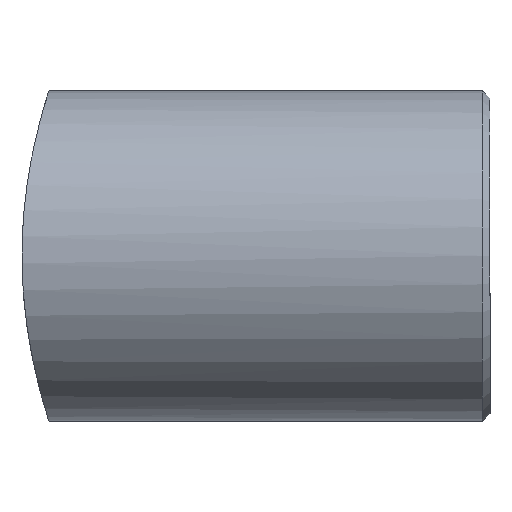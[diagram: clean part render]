
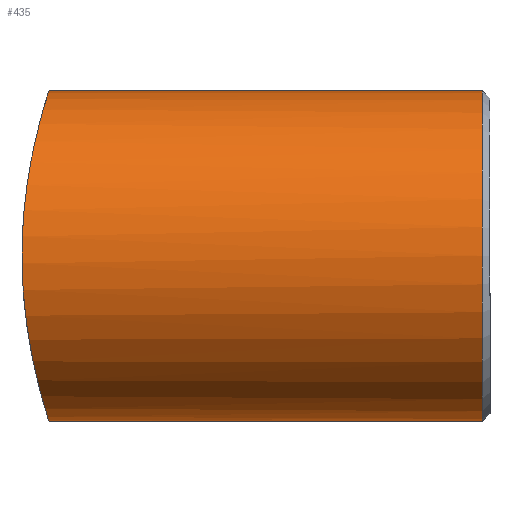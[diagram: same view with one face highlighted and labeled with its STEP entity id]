
A CAD part, top view. The second image highlights one B-rep face of the part: STEP entity #435.
In plain terms, the highlighted cylindrical face has radius 21.2 mm (diameter 42.4 mm), a partial arc.
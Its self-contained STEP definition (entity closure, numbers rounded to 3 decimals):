
#2 = CARTESIAN_POINT ( 'NONE',  ( -28.855, 12.074, 17.429 ) ) ;
#6 = CARTESIAN_POINT ( 'NONE',  ( -26.881, 20.074, 6.854 ) ) ;
#31 = B_SPLINE_CURVE_WITH_KNOTS ( 'NONE', 3,
 ( #64, #228, #311, #500, #467, #6, #37, #185, #380, #417, #41, #116, #274, #341, #223, #455, #73, #352, #2, #349, #345, #464, #75, #152, #305, #425, #108, #307, #112, #461, #270, #79, #231, #383, #387, #193, #303, #474, #244, #326, #432, #315, #118, #395, #126, #59, #482, #120, #291, #399, #284, #93, #404, #436 ),
 .UNSPECIFIED., .F., .F.,
 ( 4, 2, 2, 2, 2, 2, 2, 2, 2, 2, 2, 2, 2, 2, 2, 2, 2, 2, 2, 2, 2, 2, 2, 2, 2, 2, 4 ),
 ( 0.1, 0.104, 0.106, 0.108, 0.11, 0.113, 0.117, 0.119, 0.12, 0.121, 0.125, 0.126, 0.127, 0.129, 0.133, 0.138, 0.14, 0.141, 0.142, 0.146, 0.148, 0.15, 0.154, 0.158, 0.161, 0.163, 0.167 ),
 .UNSPECIFIED. ) ;
#35 = CARTESIAN_POINT ( 'NONE',  ( -30., 21.2, 0. ) ) ;
#37 = CARTESIAN_POINT ( 'NONE',  ( -26.952, 19.838, 7.507 ) ) ;
#41 = CARTESIAN_POINT ( 'NONE',  ( -27.482, 17.998, 11.225 ) ) ;
#42 = VERTEX_POINT ( 'NONE', #361 ) ;
#59 = CARTESIAN_POINT ( 'NONE',  ( -27.375, -18.394, 10.632 ) ) ;
#64 = CARTESIAN_POINT ( 'NONE',  ( -26.53, 21.2, 0. ) ) ;
#70 = CARTESIAN_POINT ( 'NONE',  ( 29., 0., 0. ) ) ;
#71 = CIRCLE ( 'NONE', #237, 21.2 ) ;
#73 = CARTESIAN_POINT ( 'NONE',  ( -28.691, 12.914, 16.816 ) ) ;
#75 = CARTESIAN_POINT ( 'NONE',  ( -29.556, 7.503, 19.831 ) ) ;
#79 = CARTESIAN_POINT ( 'NONE',  ( -29.818, -4.846, 20.65 ) ) ;
#90 = CARTESIAN_POINT ( 'NONE',  ( 29., -21.2, 0. ) ) ;
#93 = CARTESIAN_POINT ( 'NONE',  ( -26.574, -21.064, 2.776 ) ) ;
#98 = CARTESIAN_POINT ( 'NONE',  ( -30., -21.2, 0. ) ) ;
#108 = CARTESIAN_POINT ( 'NONE',  ( -29.819, 4.833, 20.654 ) ) ;
#112 = CARTESIAN_POINT ( 'NONE',  ( -30., 1.402, 21.201 ) ) ;
#116 = CARTESIAN_POINT ( 'NONE',  ( -27.795, 16.836, 12.959 ) ) ;
#118 = CARTESIAN_POINT ( 'NONE',  ( -28.352, -14.515, 15.467 ) ) ;
#120 = CARTESIAN_POINT ( 'NONE',  ( -26.952, -19.841, 7.501 ) ) ;
#125 = VECTOR ( 'NONE', #254, 1000. ) ;
#126 = CARTESIAN_POINT ( 'NONE',  ( -27.792, -16.844, 12.948 ) ) ;
#133 = EDGE_LOOP ( 'NONE', ( #403, #429, #379, #340 ) ) ;
#147 = LINE ( 'NONE', #98, #443 ) ;
#152 = CARTESIAN_POINT ( 'NONE',  ( -29.63, 6.846, 20.067 ) ) ;
#165 = FACE_OUTER_BOUND ( 'NONE', #133, .T. ) ;
#185 = CARTESIAN_POINT ( 'NONE',  ( -27.11, 19.307, 8.785 ) ) ;
#186 = AXIS2_PLACEMENT_3D ( 'NONE', #250, #234, #277 ) ;
#193 = CARTESIAN_POINT ( 'NONE',  ( -29.555, -7.514, 19.827 ) ) ;
#212 = DIRECTION ( 'NONE',  ( 1., 0., 0. ) ) ;
#219 = DIRECTION ( 'NONE',  ( -1., 0., 0. ) ) ;
#223 = CARTESIAN_POINT ( 'NONE',  ( -28.468, 13.992, 15.942 ) ) ;
#228 = CARTESIAN_POINT ( 'NONE',  ( -26.53, 21.2, 1.397 ) ) ;
#230 = EDGE_CURVE ( 'NONE', #257, #493, #147, .T. ) ;
#231 = CARTESIAN_POINT ( 'NONE',  ( -29.762, -5.52, 20.481 ) ) ;
#234 = DIRECTION ( 'NONE',  ( 1., 0., 0. ) ) ;
#237 = AXIS2_PLACEMENT_3D ( 'NONE', #70, #219, #378 ) ;
#244 = CARTESIAN_POINT ( 'NONE',  ( -29.116, -10.653, 18.381 ) ) ;
#249 = VERTEX_POINT ( 'NONE', #494 ) ;
#250 = CARTESIAN_POINT ( 'NONE',  ( -30., 0., 0. ) ) ;
#254 = DIRECTION ( 'NONE',  ( 1., 0., 0. ) ) ;
#256 = CARTESIAN_POINT ( 'NONE',  ( -26.53, -21.2, 0. ) ) ;
#257 = VERTEX_POINT ( 'NONE', #256 ) ;
#270 = CARTESIAN_POINT ( 'NONE',  ( -29.952, -2.805, 21.059 ) ) ;
#274 = CARTESIAN_POINT ( 'NONE',  ( -28.017, 15.961, 14.021 ) ) ;
#277 = DIRECTION ( 'NONE',  ( 0., 1., 0. ) ) ;
#279 = CYLINDRICAL_SURFACE ( 'NONE', #186, 21.2 ) ;
#284 = CARTESIAN_POINT ( 'NONE',  ( -26.702, -20.654, 4.832 ) ) ;
#291 = CARTESIAN_POINT ( 'NONE',  ( -26.881, -20.075, 6.85 ) ) ;
#297 = LINE ( 'NONE', #35, #125 ) ;
#303 = CARTESIAN_POINT ( 'NONE',  ( -29.515, -7.838, 19.701 ) ) ;
#305 = CARTESIAN_POINT ( 'NONE',  ( -29.665, 6.512, 20.178 ) ) ;
#307 = CARTESIAN_POINT ( 'NONE',  ( -29.953, 2.789, 21.062 ) ) ;
#311 = CARTESIAN_POINT ( 'NONE',  ( -26.574, 21.063, 2.78 ) ) ;
#315 = CARTESIAN_POINT ( 'NONE',  ( -28.465, -14.005, 15.93 ) ) ;
#326 = CARTESIAN_POINT ( 'NONE',  ( -28.799, -12.376, 17.227 ) ) ;
#340 = ORIENTED_EDGE ( 'NONE', *, *, #398, .F. ) ;
#341 = CARTESIAN_POINT ( 'NONE',  ( -28.355, 14.503, 15.478 ) ) ;
#345 = CARTESIAN_POINT ( 'NONE',  ( -29.312, 9.427, 19.039 ) ) ;
#349 = CARTESIAN_POINT ( 'NONE',  ( -29.118, 10.64, 18.389 ) ) ;
#352 = CARTESIAN_POINT ( 'NONE',  ( -28.801, 12.357, 17.23 ) ) ;
#361 = CARTESIAN_POINT ( 'NONE',  ( -26.53, 21.2, 0. ) ) ;
#364 = EDGE_CURVE ( 'NONE', #493, #249, #71, .T. ) ;
#378 = DIRECTION ( 'NONE',  ( 0., -1., 0. ) ) ;
#379 = ORIENTED_EDGE ( 'NONE', *, *, #364, .T. ) ;
#380 = CARTESIAN_POINT ( 'NONE',  ( -27.196, 19.01, 9.409 ) ) ;
#383 = CARTESIAN_POINT ( 'NONE',  ( -29.664, -6.523, 20.175 ) ) ;
#387 = CARTESIAN_POINT ( 'NONE',  ( -29.629, -6.856, 20.064 ) ) ;
#395 = CARTESIAN_POINT ( 'NONE',  ( -28.015, -15.97, 14.01 ) ) ;
#398 = EDGE_CURVE ( 'NONE', #42, #249, #297, .T. ) ;
#399 = CARTESIAN_POINT ( 'NONE',  ( -26.756, -20.481, 5.517 ) ) ;
#403 = ORIENTED_EDGE ( 'NONE', *, *, #415, .T. ) ;
#404 = CARTESIAN_POINT ( 'NONE',  ( -26.53, -21.2, 1.393 ) ) ;
#415 = EDGE_CURVE ( 'NONE', #42, #257, #31, .T. ) ;
#417 = CARTESIAN_POINT ( 'NONE',  ( -27.382, 18.357, 10.628 ) ) ;
#425 = CARTESIAN_POINT ( 'NONE',  ( -29.763, 5.508, 20.484 ) ) ;
#429 = ORIENTED_EDGE ( 'NONE', *, *, #230, .T. ) ;
#432 = CARTESIAN_POINT ( 'NONE',  ( -28.688, -12.936, 16.81 ) ) ;
#435 = ADVANCED_FACE ( 'NONE', ( #165 ), #279, .T. ) ;
#436 = CARTESIAN_POINT ( 'NONE',  ( -26.53, -21.2, 0. ) ) ;
#443 = VECTOR ( 'NONE', #212, 1000. ) ;
#455 = CARTESIAN_POINT ( 'NONE',  ( -28.635, 13.189, 16.602 ) ) ;
#461 = CARTESIAN_POINT ( 'NONE',  ( -30., -1.419, 21.199 ) ) ;
#464 = CARTESIAN_POINT ( 'NONE',  ( -29.517, 7.827, 19.705 ) ) ;
#467 = CARTESIAN_POINT ( 'NONE',  ( -26.756, 20.481, 5.518 ) ) ;
#474 = CARTESIAN_POINT ( 'NONE',  ( -29.31, -9.44, 19.033 ) ) ;
#482 = CARTESIAN_POINT ( 'NONE',  ( -27.187, -19.046, 9.413 ) ) ;
#493 = VERTEX_POINT ( 'NONE', #90 ) ;
#494 = CARTESIAN_POINT ( 'NONE',  ( 29., 21.2, 0. ) ) ;
#500 = CARTESIAN_POINT ( 'NONE',  ( -26.703, 20.653, 4.833 ) ) ;
